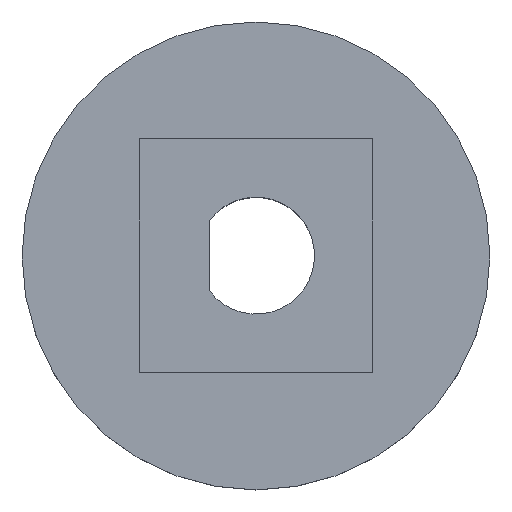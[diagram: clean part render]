
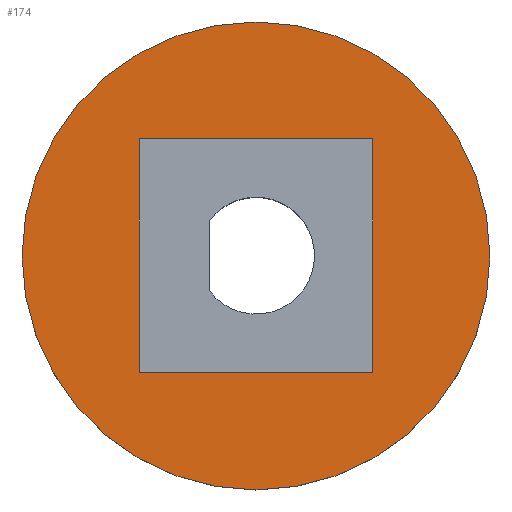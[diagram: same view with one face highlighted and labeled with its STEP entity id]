
A CAD part, top view. The second image highlights one B-rep face of the part: STEP entity #174.
In plain terms, the highlighted planar face has unit normal (0, 0, 1).
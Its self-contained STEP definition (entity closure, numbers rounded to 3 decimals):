
#18=FACE_BOUND('',#44,.T.);
#22=CIRCLE('',#206,10.);
#32=FACE_OUTER_BOUND('',#43,.T.);
#43=EDGE_LOOP('',(#150));
#44=EDGE_LOOP('',(#151,#152,#153,#154));
#53=LINE('',#275,#70);
#56=LINE('',#280,#73);
#58=LINE('',#284,#75);
#62=LINE('',#294,#79);
#70=VECTOR('',#224,10.);
#73=VECTOR('',#229,10.);
#75=VECTOR('',#233,10.);
#79=VECTOR('',#245,10.);
#87=VERTEX_POINT('',#272);
#88=VERTEX_POINT('',#274);
#89=VERTEX_POINT('',#278);
#90=VERTEX_POINT('',#282);
#93=VERTEX_POINT('',#296);
#102=EDGE_CURVE('',#88,#87,#53,.T.);
#105=EDGE_CURVE('',#87,#89,#56,.T.);
#107=EDGE_CURVE('',#89,#90,#58,.T.);
#112=EDGE_CURVE('',#90,#88,#62,.T.);
#113=EDGE_CURVE('',#93,#93,#22,.T.);
#150=ORIENTED_EDGE('',*,*,#113,.T.);
#151=ORIENTED_EDGE('',*,*,#112,.T.);
#152=ORIENTED_EDGE('',*,*,#102,.T.);
#153=ORIENTED_EDGE('',*,*,#105,.T.);
#154=ORIENTED_EDGE('',*,*,#107,.T.);
#164=PLANE('',#208);
#174=ADVANCED_FACE('',(#32,#18),#164,.T.);
#206=AXIS2_PLACEMENT_3D('',#297,#248,#249);
#208=AXIS2_PLACEMENT_3D('',#301,#253,#254);
#224=DIRECTION('',(0.,1.,0.));
#229=DIRECTION('',(1.,0.,0.));
#233=DIRECTION('',(0.,-1.,0.));
#245=DIRECTION('',(-1.,0.,0.));
#248=DIRECTION('center_axis',(0.,0.,1.));
#249=DIRECTION('ref_axis',(1.,0.,0.));
#253=DIRECTION('center_axis',(0.,0.,1.));
#254=DIRECTION('ref_axis',(1.,0.,0.));
#272=CARTESIAN_POINT('',(-5.,5.,2.5));
#274=CARTESIAN_POINT('',(-5.,-5.,2.5));
#275=CARTESIAN_POINT('',(-5.,-5.,2.5));
#278=CARTESIAN_POINT('',(5.,5.,2.5));
#280=CARTESIAN_POINT('',(-5.,5.,2.5));
#282=CARTESIAN_POINT('',(5.,-5.,2.5));
#284=CARTESIAN_POINT('',(5.,5.,2.5));
#294=CARTESIAN_POINT('',(5.,-5.,2.5));
#296=CARTESIAN_POINT('',(-10.,0.,2.5));
#297=CARTESIAN_POINT('Origin',(0.,0.,2.5));
#301=CARTESIAN_POINT('Origin',(0.,0.,2.5));
